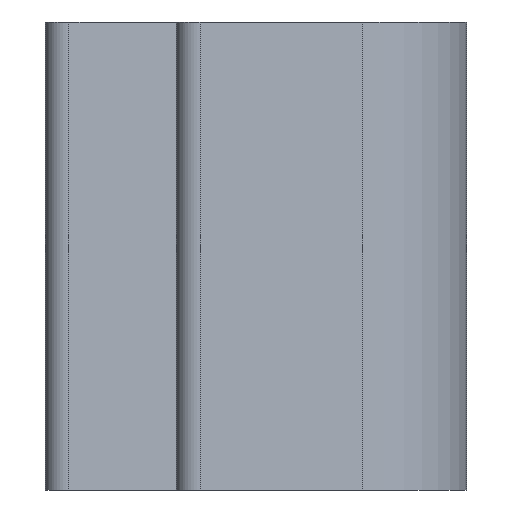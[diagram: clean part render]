
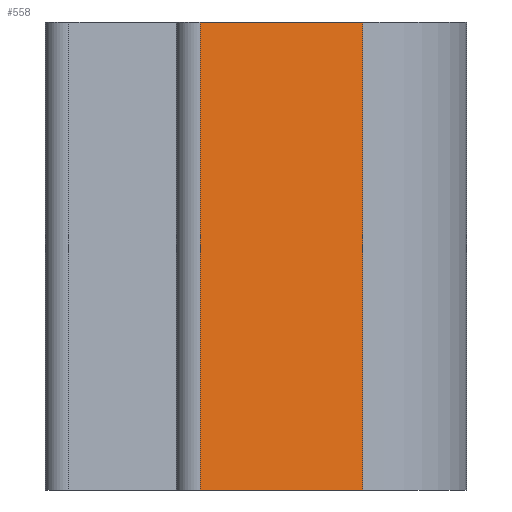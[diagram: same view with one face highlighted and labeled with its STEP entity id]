
A CAD part, left-side view. The second image highlights one B-rep face of the part: STEP entity #558.
In plain terms, the highlighted planar face has unit normal (-0.966, -0.259, 0).
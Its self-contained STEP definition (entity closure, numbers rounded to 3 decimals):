
#73=ORIENTED_EDGE('',*,*,#240,.F.);
#74=ORIENTED_EDGE('',*,*,#239,.F.);
#75=ORIENTED_EDGE('',*,*,#241,.T.);
#76=ORIENTED_EDGE('',*,*,#242,.T.);
#239=EDGE_CURVE('',#322,#321,#377,.T.);
#240=EDGE_CURVE('',#321,#323,#378,.T.);
#241=EDGE_CURVE('',#322,#324,#379,.T.);
#242=EDGE_CURVE('',#324,#323,#380,.T.);
#321=VERTEX_POINT('',#847);
#322=VERTEX_POINT('',#849);
#323=VERTEX_POINT('',#853);
#324=VERTEX_POINT('',#855);
#377=LINE('',#850,#431);
#378=LINE('',#852,#432);
#379=LINE('',#854,#433);
#380=LINE('',#856,#434);
#431=VECTOR('',#673,1000.);
#432=VECTOR('',#676,1000.);
#433=VECTOR('',#677,1000.);
#434=VECTOR('',#678,1000.);
#483=EDGE_LOOP('',(#73,#74,#75,#76));
#513=FACE_BOUND('',#483,.T.);
#542=PLANE('',#603);
#558=ADVANCED_FACE('',(#513),#542,.T.);
#603=AXIS2_PLACEMENT_3D('',#851,#674,#675);
#673=DIRECTION('',(0.,0.,1.));
#674=DIRECTION('',(-0.966,-0.259,0.));
#675=DIRECTION('',(0.259,-0.966,0.));
#676=DIRECTION('',(0.259,-0.966,0.));
#677=DIRECTION('',(0.259,-0.966,0.));
#678=DIRECTION('',(0.,0.,1.));
#847=CARTESIAN_POINT('',(-3.763,0.848,0.));
#849=CARTESIAN_POINT('',(-3.763,0.848,-5.));
#850=CARTESIAN_POINT('',(-3.763,0.848,-5.));
#851=CARTESIAN_POINT('',(-3.763,0.848,-5.));
#852=CARTESIAN_POINT('',(-3.763,0.848,0.));
#853=CARTESIAN_POINT('',(-3.298,-0.888,0.));
#854=CARTESIAN_POINT('',(-3.763,0.848,-5.));
#855=CARTESIAN_POINT('',(-3.298,-0.888,-5.));
#856=CARTESIAN_POINT('',(-3.298,-0.888,-5.));
